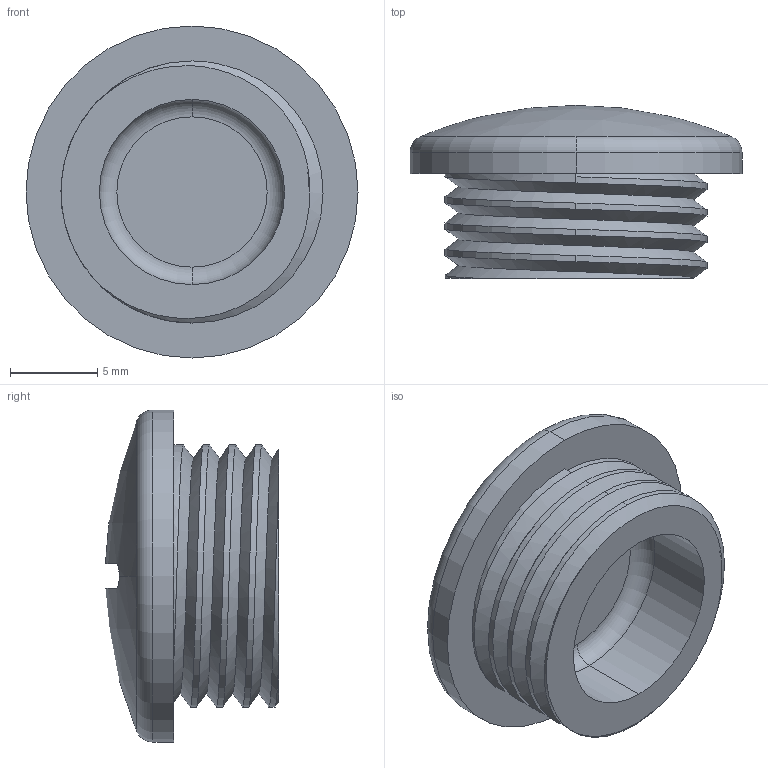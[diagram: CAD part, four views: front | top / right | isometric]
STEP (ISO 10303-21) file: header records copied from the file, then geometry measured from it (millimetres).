
FILE_DESCRIPTION (( 'STEP AP203' ), '1' );
FILE_NAME ('PG - 9 Kör Tapa.STEP', '2019-03-16T07:28:33', ( '' ), ( '' ), 'SwSTEP 2.0', 'SolidWorks 2011', '' );
FILE_SCHEMA (( 'CONFIG_CONTROL_DESIGN' ));
Length unit declared in the file: millimetre
Products named in the file (1): PG - 9 K顤 Tapa
Bounding box: 19 x 9.9 x 19 mm (x, y, z)
Volume: 1331.6 mm3; surface area: 1289.3 mm2
Topology: 1 solids, 1 shells, 32 faces, 77 edges, 49 vertices
Faces by surface type: cylinder 17, plane 7, torus 4, sphere 2, bspline 2
Entity records: 1596 total; most frequent: CARTESIAN_POINT 827, ORIENTED_EDGE 154, DIRECTION 139, EDGE_CURVE 77, AXIS2_PLACEMENT_3D 59, VERTEX_POINT 49, EDGE_LOOP 34, FACE_OUTER_BOUND 32
